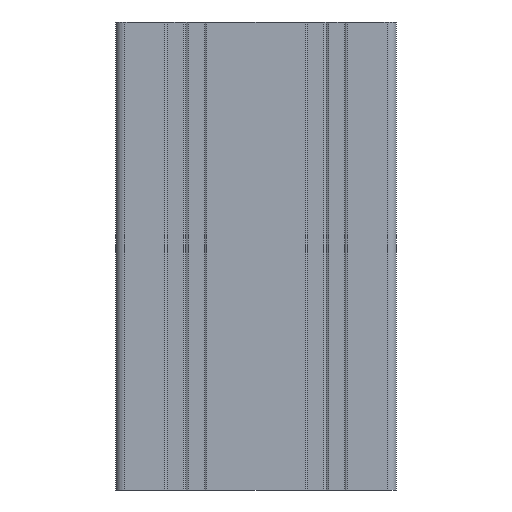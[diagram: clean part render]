
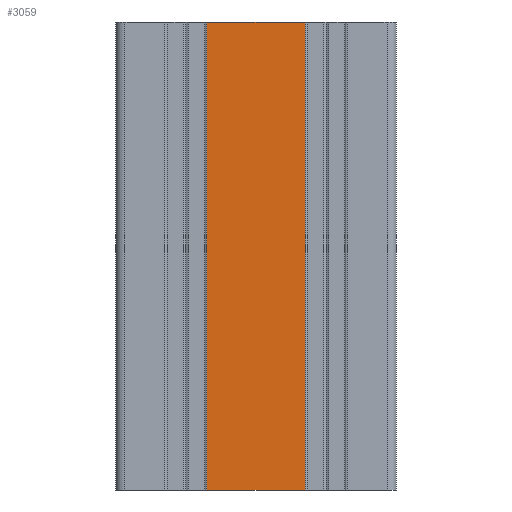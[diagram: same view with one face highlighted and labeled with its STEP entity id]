
A CAD part, front view. The second image highlights one B-rep face of the part: STEP entity #3059.
In plain terms, the highlighted planar face has unit normal (0, -1, 0).
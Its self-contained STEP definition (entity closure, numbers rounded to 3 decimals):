
#361=FACE_OUTER_BOUND('',#524,.T.);
#524=EDGE_LOOP('',(#2651,#2652,#2653,#2654));
#739=LINE('',#4753,#1064);
#766=LINE('',#4825,#1091);
#856=LINE('',#5070,#1181);
#860=LINE('',#5085,#1185);
#1064=VECTOR('',#3861,100.);
#1091=VECTOR('',#3928,100.);
#1181=VECTOR('',#4168,21.);
#1185=VECTOR('',#4184,21.);
#1373=VERTEX_POINT('',#4749);
#1375=VERTEX_POINT('',#4752);
#1398=VERTEX_POINT('',#4819);
#1400=VERTEX_POINT('',#4823);
#1758=EDGE_CURVE('',#1373,#1375,#739,.T.);
#1794=EDGE_CURVE('',#1398,#1400,#766,.T.);
#1917=EDGE_CURVE('',#1373,#1398,#856,.T.);
#1925=EDGE_CURVE('',#1375,#1400,#860,.T.);
#2651=ORIENTED_EDGE('',*,*,#1758,.F.);
#2652=ORIENTED_EDGE('',*,*,#1917,.T.);
#2653=ORIENTED_EDGE('',*,*,#1794,.T.);
#2654=ORIENTED_EDGE('',*,*,#1925,.F.);
#2911=PLANE('',#3329);
#3059=ADVANCED_FACE('',(#361),#2911,.T.);
#3329=AXIS2_PLACEMENT_3D('',#5084,#4182,#4183);
#3861=DIRECTION('',(0.,0.,-1.));
#3928=DIRECTION('',(0.,0.,-1.));
#4168=DIRECTION('',(-1.,0.,0.));
#4182=DIRECTION('center_axis',(0.,-1.,0.));
#4183=DIRECTION('ref_axis',(1.,0.,0.));
#4184=DIRECTION('',(-1.,0.,0.));
#4749=CARTESIAN_POINT('',(10.5,-15.,100.));
#4752=CARTESIAN_POINT('',(10.5,-15.,0.));
#4753=CARTESIAN_POINT('',(10.5,-15.,0.));
#4819=CARTESIAN_POINT('',(-10.5,-15.,100.));
#4823=CARTESIAN_POINT('',(-10.5,-15.,0.));
#4825=CARTESIAN_POINT('',(-10.5,-15.,0.));
#5070=CARTESIAN_POINT('',(-14.,-15.,100.));
#5084=CARTESIAN_POINT('Origin',(-28.,-15.,0.));
#5085=CARTESIAN_POINT('',(-14.,-15.,0.));
